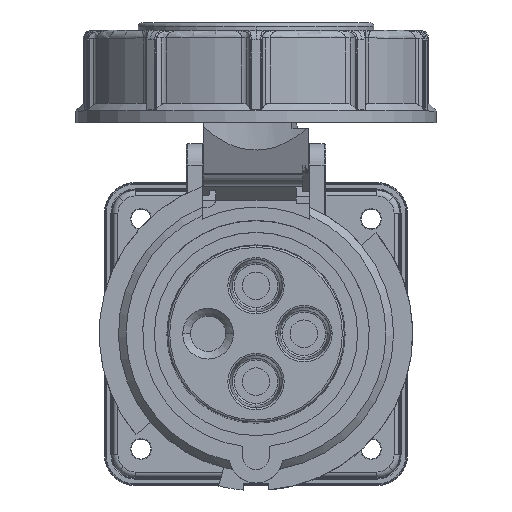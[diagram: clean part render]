
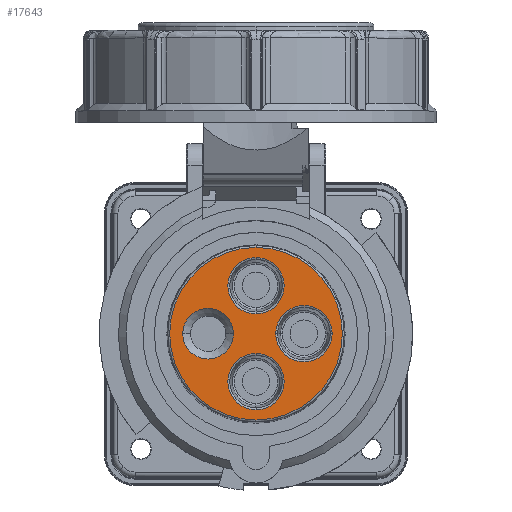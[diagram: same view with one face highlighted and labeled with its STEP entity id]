
A CAD part, top view. The second image highlights one B-rep face of the part: STEP entity #17643.
In plain terms, the highlighted planar face has unit normal (0, 0, 1).
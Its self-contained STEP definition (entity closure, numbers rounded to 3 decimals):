
#141 = CARTESIAN_POINT ( 'NONE',  ( 0., 0., 42. ) ) ;
#1707 = VERTEX_POINT ( 'NONE', #15317 ) ;
#2264 = EDGE_LOOP ( 'NONE', ( #17630, #36821 ) ) ;
#2463 = AXIS2_PLACEMENT_3D ( 'NONE', #28276, #17079, #50936 ) ;
#3830 = DIRECTION ( 'NONE',  ( 0., 0., 1. ) ) ;
#7571 = DIRECTION ( 'NONE',  ( 0., 0., -1. ) ) ;
#8805 = CARTESIAN_POINT ( 'NONE',  ( 0., 19.845, 42. ) ) ;
#9335 = ORIENTED_EDGE ( 'NONE', *, *, #68648, .F. ) ;
#10046 = EDGE_CURVE ( 'NONE', #25748, #28563, #66535, .T. ) ;
#10346 = EDGE_CURVE ( 'NONE', #12323, #28795, #22540, .T. ) ;
#10537 = AXIS2_PLACEMENT_3D ( 'NONE', #20500, #59201, #48783 ) ;
#12035 = VERTEX_POINT ( 'NONE', #18232 ) ;
#12136 = AXIS2_PLACEMENT_3D ( 'NONE', #63033, #7571, #29554 ) ;
#12323 = VERTEX_POINT ( 'NONE', #23278 ) ;
#13866 = VERTEX_POINT ( 'NONE', #8805 ) ;
#14478 = CARTESIAN_POINT ( 'NONE',  ( -19.1, 0., 42. ) ) ;
#15317 = CARTESIAN_POINT ( 'NONE',  ( -5.9, 0., 42. ) ) ;
#15742 = AXIS2_PLACEMENT_3D ( 'NONE', #21861, #36154, #66525 ) ;
#16253 = DIRECTION ( 'NONE',  ( 0., 0., 1. ) ) ;
#17079 = DIRECTION ( 'NONE',  ( 0., 0., -1. ) ) ;
#17630 = ORIENTED_EDGE ( 'NONE', *, *, #73534, .F. ) ;
#17643 = ADVANCED_FACE ( 'NONE', ( #56548, #34210, #52037, #23391, #22664 ), #46067, .F. ) ;
#18086 = CIRCLE ( 'NONE', #12136, 6.6 ) ;
#18232 = CARTESIAN_POINT ( 'NONE',  ( 5.155, 0., 42. ) ) ;
#19304 = CIRCLE ( 'NONE', #15742, 7.345 ) ;
#19339 = CIRCLE ( 'NONE', #72834, 6.6 ) ;
#20168 = AXIS2_PLACEMENT_3D ( 'NONE', #141, #52254, #62338 ) ;
#20500 = CARTESIAN_POINT ( 'NONE',  ( 12.5, 0., 42. ) ) ;
#20765 = AXIS2_PLACEMENT_3D ( 'NONE', #44389, #21691, #44016 ) ;
#21691 = DIRECTION ( 'NONE',  ( 0., 0., 1. ) ) ;
#21861 = CARTESIAN_POINT ( 'NONE',  ( 0., 12.5, 42. ) ) ;
#21865 = ORIENTED_EDGE ( 'NONE', *, *, #10046, .F. ) ;
#22540 = CIRCLE ( 'NONE', #59416, 7.345 ) ;
#22664 = FACE_BOUND ( 'NONE', #2264, .T. ) ;
#22924 = CARTESIAN_POINT ( 'NONE',  ( 12.5, 0., 42. ) ) ;
#23278 = CARTESIAN_POINT ( 'NONE',  ( 0., -19.845, 42. ) ) ;
#23391 = FACE_BOUND ( 'NONE', #31646, .T. ) ;
#25748 = VERTEX_POINT ( 'NONE', #52383 ) ;
#26202 = CARTESIAN_POINT ( 'NONE',  ( 0., -12.5, 42. ) ) ;
#26919 = CIRCLE ( 'NONE', #68468, 7.345 ) ;
#28276 = CARTESIAN_POINT ( 'NONE',  ( -4.272, 0., 42. ) ) ;
#28563 = VERTEX_POINT ( 'NONE', #33013 ) ;
#28795 = VERTEX_POINT ( 'NONE', #68239 ) ;
#29554 = DIRECTION ( 'NONE',  ( -1., 0., 0. ) ) ;
#30117 = VERTEX_POINT ( 'NONE', #14478 ) ;
#30400 = ORIENTED_EDGE ( 'NONE', *, *, #69418, .T. ) ;
#31451 = CARTESIAN_POINT ( 'NONE',  ( -12.5, 0., 42. ) ) ;
#31646 = EDGE_LOOP ( 'NONE', ( #35345, #40457 ) ) ;
#32167 = CARTESIAN_POINT ( 'NONE',  ( 0., 0., 42. ) ) ;
#33013 = CARTESIAN_POINT ( 'NONE',  ( 0., -22.501, 42. ) ) ;
#33155 = EDGE_CURVE ( 'NONE', #28795, #12323, #59974, .T. ) ;
#34210 = FACE_BOUND ( 'NONE', #50236, .T. ) ;
#35345 = ORIENTED_EDGE ( 'NONE', *, *, #59681, .F. ) ;
#35356 = ORIENTED_EDGE ( 'NONE', *, *, #10346, .F. ) ;
#36154 = DIRECTION ( 'NONE',  ( 0., 0., 1. ) ) ;
#36821 = ORIENTED_EDGE ( 'NONE', *, *, #41351, .F. ) ;
#37026 = DIRECTION ( 'NONE',  ( -1., 0., 0. ) ) ;
#37275 = ORIENTED_EDGE ( 'NONE', *, *, #33155, .F. ) ;
#38841 = DIRECTION ( 'NONE',  ( 0., 1., 0. ) ) ;
#38965 = DIRECTION ( 'NONE',  ( 0., 1., 0. ) ) ;
#40037 = DIRECTION ( 'NONE',  ( 0., 0., 1. ) ) ;
#40388 = DIRECTION ( 'NONE',  ( 0., 1., 0. ) ) ;
#40457 = ORIENTED_EDGE ( 'NONE', *, *, #52213, .F. ) ;
#40890 = EDGE_CURVE ( 'NONE', #30117, #1707, #18086, .T. ) ;
#41287 = ORIENTED_EDGE ( 'NONE', *, *, #40890, .T. ) ;
#41351 = EDGE_CURVE ( 'NONE', #13866, #49164, #19304, .T. ) ;
#42608 = CIRCLE ( 'NONE', #10537, 7.345 ) ;
#43310 = DIRECTION ( 'NONE',  ( 0., 0., -1. ) ) ;
#44016 = DIRECTION ( 'NONE',  ( 0., 1., 0. ) ) ;
#44389 = CARTESIAN_POINT ( 'NONE',  ( 0., -12.5, 42. ) ) ;
#46067 = PLANE ( 'NONE',  #2463 ) ;
#46242 = VERTEX_POINT ( 'NONE', #54395 ) ;
#46659 = EDGE_LOOP ( 'NONE', ( #41287, #30400 ) ) ;
#48331 = EDGE_LOOP ( 'NONE', ( #9335, #21865 ) ) ;
#48783 = DIRECTION ( 'NONE',  ( 0., 1., 0. ) ) ;
#49047 = CIRCLE ( 'NONE', #49219, 22.501 ) ;
#49164 = VERTEX_POINT ( 'NONE', #62624 ) ;
#49219 = AXIS2_PLACEMENT_3D ( 'NONE', #32167, #43310, #72687 ) ;
#50236 = EDGE_LOOP ( 'NONE', ( #37275, #35356 ) ) ;
#50936 = DIRECTION ( 'NONE',  ( -1., 0., 0. ) ) ;
#51535 = CARTESIAN_POINT ( 'NONE',  ( 0., 12.5, 42. ) ) ;
#52037 = FACE_BOUND ( 'NONE', #46659, .T. ) ;
#52213 = EDGE_CURVE ( 'NONE', #46242, #12035, #62235, .T. ) ;
#52254 = DIRECTION ( 'NONE',  ( 0., 0., -1. ) ) ;
#52383 = CARTESIAN_POINT ( 'NONE',  ( 0., 22.501, 42. ) ) ;
#54395 = CARTESIAN_POINT ( 'NONE',  ( 19.845, 0., 42. ) ) ;
#56548 = FACE_OUTER_BOUND ( 'NONE', #48331, .T. ) ;
#59201 = DIRECTION ( 'NONE',  ( 0., 0., 1. ) ) ;
#59416 = AXIS2_PLACEMENT_3D ( 'NONE', #26202, #3830, #38841 ) ;
#59681 = EDGE_CURVE ( 'NONE', #12035, #46242, #42608, .T. ) ;
#59974 = CIRCLE ( 'NONE', #20765, 7.345 ) ;
#62235 = CIRCLE ( 'NONE', #65795, 7.345 ) ;
#62338 = DIRECTION ( 'NONE',  ( -1., 0., 0. ) ) ;
#62624 = CARTESIAN_POINT ( 'NONE',  ( 0., 5.155, 42. ) ) ;
#63033 = CARTESIAN_POINT ( 'NONE',  ( -12.5, 0., 42. ) ) ;
#64552 = DIRECTION ( 'NONE',  ( 0., 0., -1. ) ) ;
#65795 = AXIS2_PLACEMENT_3D ( 'NONE', #22924, #16253, #38965 ) ;
#66525 = DIRECTION ( 'NONE',  ( 0., 1., 0. ) ) ;
#66535 = CIRCLE ( 'NONE', #20168, 22.501 ) ;
#68239 = CARTESIAN_POINT ( 'NONE',  ( 0., -5.155, 42. ) ) ;
#68468 = AXIS2_PLACEMENT_3D ( 'NONE', #51535, #40037, #40388 ) ;
#68648 = EDGE_CURVE ( 'NONE', #28563, #25748, #49047, .T. ) ;
#69418 = EDGE_CURVE ( 'NONE', #1707, #30117, #19339, .T. ) ;
#72687 = DIRECTION ( 'NONE',  ( -1., 0., 0. ) ) ;
#72834 = AXIS2_PLACEMENT_3D ( 'NONE', #31451, #64552, #37026 ) ;
#73534 = EDGE_CURVE ( 'NONE', #49164, #13866, #26919, .T. ) ;
